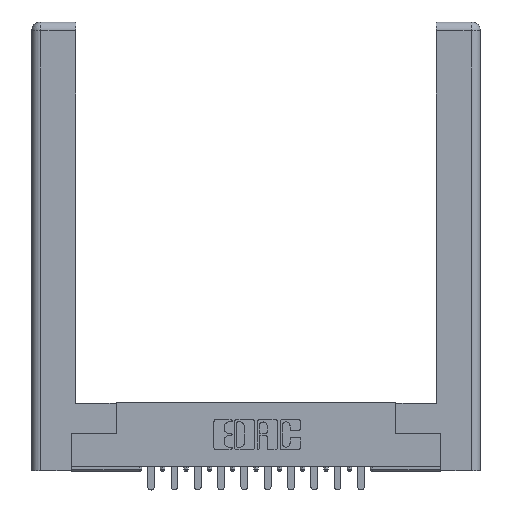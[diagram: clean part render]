
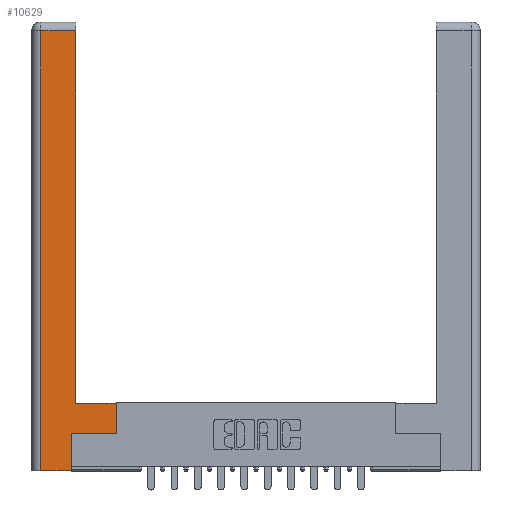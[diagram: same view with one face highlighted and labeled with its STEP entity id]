
A CAD part, top view. The second image highlights one B-rep face of the part: STEP entity #10629.
In plain terms, the highlighted planar face has unit normal (0, 0, 1).
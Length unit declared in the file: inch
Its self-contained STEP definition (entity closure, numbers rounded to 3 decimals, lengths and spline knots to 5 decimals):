
#46 = CARTESIAN_POINT ( 'NONE',  ( 0.565, 0.245, 0. ) ) ;
#712 = CARTESIAN_POINT ( 'NONE',  ( 0.265, 0.245, 0. ) ) ;
#832 = ORIENTED_EDGE ( 'NONE', *, *, #12288, .T. ) ;
#925 = ORIENTED_EDGE ( 'NONE', *, *, #7874, .T. ) ;
#1094 = CARTESIAN_POINT ( 'NONE',  ( 0.295, 2.94, 0. ) ) ;
#1106 = EDGE_CURVE ( 'NONE', #8518, #6991, #15595, .T. ) ;
#1394 = ORIENTED_EDGE ( 'NONE', *, *, #3306, .T. ) ;
#1444 = VECTOR ( 'NONE', #10071, 39.37008 ) ;
#1501 = ORIENTED_EDGE ( 'NONE', *, *, #12364, .T. ) ;
#1614 = VERTEX_POINT ( 'NONE', #15247 ) ;
#1811 = LINE ( 'NONE', #16286, #16788 ) ;
#2099 = ORIENTED_EDGE ( 'NONE', *, *, #1106, .T. ) ;
#2226 = CARTESIAN_POINT ( 'NONE',  ( 0.295, 0.45, 0. ) ) ;
#2343 = DIRECTION ( 'NONE',  ( 0., 1., 0. ) ) ;
#3306 = EDGE_CURVE ( 'NONE', #4478, #12067, #15091, .T. ) ;
#3849 = ORIENTED_EDGE ( 'NONE', *, *, #16388, .T. ) ;
#4246 = CARTESIAN_POINT ( 'NONE',  ( 0.295, 0.45, 0. ) ) ;
#4478 = VERTEX_POINT ( 'NONE', #7654 ) ;
#4764 = CARTESIAN_POINT ( 'NONE',  ( 0., 0., 0. ) ) ;
#4909 = DIRECTION ( 'NONE',  ( 0., -1., 0. ) ) ;
#5102 = AXIS2_PLACEMENT_3D ( 'NONE', #4764, #16767, #12797 ) ;
#5121 = EDGE_CURVE ( 'NONE', #1614, #8997, #5394, .T. ) ;
#5394 = LINE ( 'NONE', #12871, #10983 ) ;
#5955 = VECTOR ( 'NONE', #4909, 39.37008 ) ;
#6127 = CARTESIAN_POINT ( 'NONE',  ( 0.0615, 0., 0. ) ) ;
#6215 = CARTESIAN_POINT ( 'NONE',  ( 0.295, 3., 0. ) ) ;
#6991 = VERTEX_POINT ( 'NONE', #1094 ) ;
#7030 = LINE ( 'NONE', #2226, #7223 ) ;
#7223 = VECTOR ( 'NONE', #8985, 39.37008 ) ;
#7421 = ORIENTED_EDGE ( 'NONE', *, *, #10822, .T. ) ;
#7654 = CARTESIAN_POINT ( 'NONE',  ( 0.0615, 2.94, 0. ) ) ;
#7655 = PLANE ( 'NONE',  #5102 ) ;
#7874 = EDGE_CURVE ( 'NONE', #6991, #4478, #9855, .T. ) ;
#8247 = DIRECTION ( 'NONE',  ( -1., 0., 0. ) ) ;
#8518 = VERTEX_POINT ( 'NONE', #4246 ) ;
#8523 = CARTESIAN_POINT ( 'NONE',  ( 0.265, 0., 0. ) ) ;
#8985 = DIRECTION ( 'NONE',  ( -1., 0., 0. ) ) ;
#8997 = VERTEX_POINT ( 'NONE', #712 ) ;
#9851 = VERTEX_POINT ( 'NONE', #13355 ) ;
#9855 = LINE ( 'NONE', #15077, #17129 ) ;
#10071 = DIRECTION ( 'NONE',  ( 1., 0., 0. ) ) ;
#10269 = DIRECTION ( 'NONE',  ( 0., 1., 0. ) ) ;
#10629 = ADVANCED_FACE ( 'NONE', ( #15797 ), #7655, .F. ) ;
#10822 = EDGE_CURVE ( 'NONE', #8997, #9851, #12051, .T. ) ;
#10983 = VECTOR ( 'NONE', #10269, 39.37008 ) ;
#11204 = VECTOR ( 'NONE', #14786, 39.37008 ) ;
#12051 = LINE ( 'NONE', #46, #11204 ) ;
#12067 = VERTEX_POINT ( 'NONE', #13229 ) ;
#12288 = EDGE_CURVE ( 'NONE', #9851, #16547, #1811, .T. ) ;
#12364 = EDGE_CURVE ( 'NONE', #16547, #8518, #7030, .T. ) ;
#12797 = DIRECTION ( 'NONE',  ( -1., 0., 0. ) ) ;
#12871 = CARTESIAN_POINT ( 'NONE',  ( 0.265, 0.245, 0. ) ) ;
#13100 = EDGE_LOOP ( 'NONE', ( #2099, #925, #1394, #3849, #14796, #7421, #832, #1501 ) ) ;
#13229 = CARTESIAN_POINT ( 'NONE',  ( 0.0615, 0., 0. ) ) ;
#13355 = CARTESIAN_POINT ( 'NONE',  ( 0.565, 0.245, 0. ) ) ;
#14362 = DIRECTION ( 'NONE',  ( 0., 1., 0. ) ) ;
#14420 = CARTESIAN_POINT ( 'NONE',  ( 0.565, 0.45, 0. ) ) ;
#14559 = LINE ( 'NONE', #8523, #1444 ) ;
#14786 = DIRECTION ( 'NONE',  ( 1., 0., 0. ) ) ;
#14796 = ORIENTED_EDGE ( 'NONE', *, *, #5121, .T. ) ;
#15077 = CARTESIAN_POINT ( 'NONE',  ( 0.0615, 2.94, 0. ) ) ;
#15091 = LINE ( 'NONE', #6127, #5955 ) ;
#15247 = CARTESIAN_POINT ( 'NONE',  ( 0.265, 0., 0. ) ) ;
#15595 = LINE ( 'NONE', #6215, #16006 ) ;
#15797 = FACE_OUTER_BOUND ( 'NONE', #13100, .T. ) ;
#16006 = VECTOR ( 'NONE', #2343, 39.37008 ) ;
#16286 = CARTESIAN_POINT ( 'NONE',  ( 0.565, 0.45, 0. ) ) ;
#16388 = EDGE_CURVE ( 'NONE', #12067, #1614, #14559, .T. ) ;
#16547 = VERTEX_POINT ( 'NONE', #14420 ) ;
#16767 = DIRECTION ( 'NONE',  ( 0., 0., -1. ) ) ;
#16788 = VECTOR ( 'NONE', #14362, 39.37008 ) ;
#17129 = VECTOR ( 'NONE', #8247, 39.37008 ) ;
